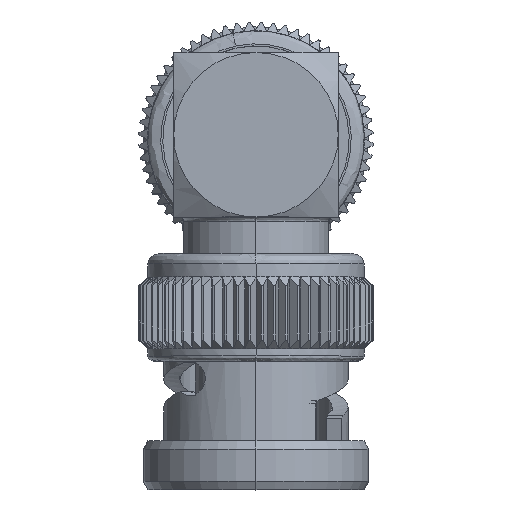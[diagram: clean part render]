
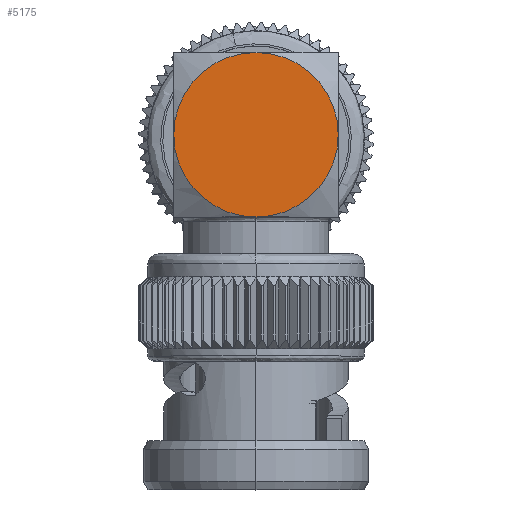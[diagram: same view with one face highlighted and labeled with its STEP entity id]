
A CAD part, top view. The second image highlights one B-rep face of the part: STEP entity #5175.
In plain terms, the highlighted face is planar.
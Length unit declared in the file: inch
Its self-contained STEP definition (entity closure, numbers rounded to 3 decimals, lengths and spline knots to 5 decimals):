
#741 = AXIS2_PLACEMENT_3D ( 'NONE', #12889, #17654, #27011 ) ;
#1588 = ORIENTED_EDGE ( 'NONE', *, *, #28283, .F. ) ;
#1873 = CARTESIAN_POINT ( 'NONE',  ( -0.2, 0., 0. ) ) ;
#2691 = AXIS2_PLACEMENT_3D ( 'NONE', #21032, #4411, #16720 ) ;
#2986 = EDGE_CURVE ( 'NONE', #17425, #28554, #3141, .T. ) ;
#3141 = CIRCLE ( 'NONE', #7077, 0.2 ) ;
#3222 = EDGE_LOOP ( 'NONE', ( #7252, #19607, #1588, #23540 ) ) ;
#3783 = CARTESIAN_POINT ( 'NONE',  ( -0.2, -0.2, 0. ) ) ;
#4411 = DIRECTION ( 'NONE',  ( 1., 0., 0. ) ) ;
#4571 = CIRCLE ( 'NONE', #7550, 0.2 ) ;
#5006 = EDGE_CURVE ( 'NONE', #25144, #30255, #7566, .T. ) ;
#5175 = ADVANCED_FACE ( 'NONE', ( #25626 ), #7042, .F. ) ;
#5778 = CARTESIAN_POINT ( 'NONE',  ( -0.2, 0., 0.2 ) ) ;
#7042 = PLANE ( 'NONE',  #2691 ) ;
#7077 = AXIS2_PLACEMENT_3D ( 'NONE', #20463, #14006, #18625 ) ;
#7252 = ORIENTED_EDGE ( 'NONE', *, *, #16289, .F. ) ;
#7550 = AXIS2_PLACEMENT_3D ( 'NONE', #1873, #27362, #30121 ) ;
#7566 = CIRCLE ( 'NONE', #741, 0.2 ) ;
#12570 = CARTESIAN_POINT ( 'NONE',  ( -0.2, 0., -0.2 ) ) ;
#12889 = CARTESIAN_POINT ( 'NONE',  ( -0.2, 0., 0. ) ) ;
#14006 = DIRECTION ( 'NONE',  ( 1., 0., 0. ) ) ;
#15639 = DIRECTION ( 'NONE',  ( 1., 0., 0. ) ) ;
#16058 = CIRCLE ( 'NONE', #29276, 0.2 ) ;
#16289 = EDGE_CURVE ( 'NONE', #28554, #25144, #4571, .T. ) ;
#16720 = DIRECTION ( 'NONE',  ( 0., 0., -1. ) ) ;
#17425 = VERTEX_POINT ( 'NONE', #5778 ) ;
#17654 = DIRECTION ( 'NONE',  ( 1., 0., 0. ) ) ;
#17730 = CARTESIAN_POINT ( 'NONE',  ( -0.2, 0.2, 0. ) ) ;
#18625 = DIRECTION ( 'NONE',  ( 0., 0., -1. ) ) ;
#19607 = ORIENTED_EDGE ( 'NONE', *, *, #2986, .F. ) ;
#20463 = CARTESIAN_POINT ( 'NONE',  ( -0.2, 0., 0. ) ) ;
#21032 = CARTESIAN_POINT ( 'NONE',  ( -0.2, -0.2, 0.2 ) ) ;
#23540 = ORIENTED_EDGE ( 'NONE', *, *, #5006, .F. ) ;
#24711 = DIRECTION ( 'NONE',  ( 0., 0., -1. ) ) ;
#25144 = VERTEX_POINT ( 'NONE', #12570 ) ;
#25626 = FACE_OUTER_BOUND ( 'NONE', #3222, .T. ) ;
#27011 = DIRECTION ( 'NONE',  ( 0., 0., -1. ) ) ;
#27145 = CARTESIAN_POINT ( 'NONE',  ( -0.2, 0., 0. ) ) ;
#27362 = DIRECTION ( 'NONE',  ( 1., 0., 0. ) ) ;
#28283 = EDGE_CURVE ( 'NONE', #30255, #17425, #16058, .T. ) ;
#28554 = VERTEX_POINT ( 'NONE', #3783 ) ;
#29276 = AXIS2_PLACEMENT_3D ( 'NONE', #27145, #15639, #24711 ) ;
#30121 = DIRECTION ( 'NONE',  ( 0., 0., -1. ) ) ;
#30255 = VERTEX_POINT ( 'NONE', #17730 ) ;
